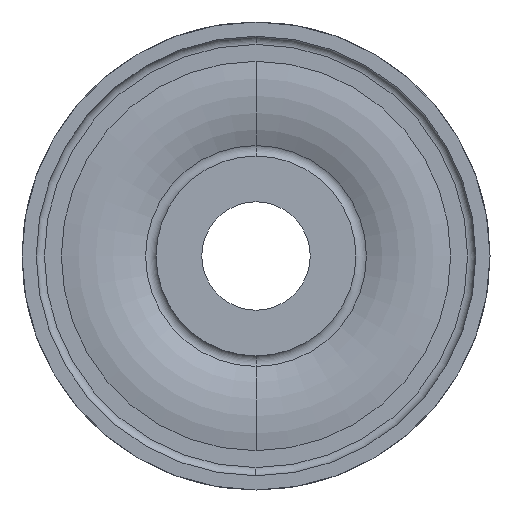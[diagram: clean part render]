
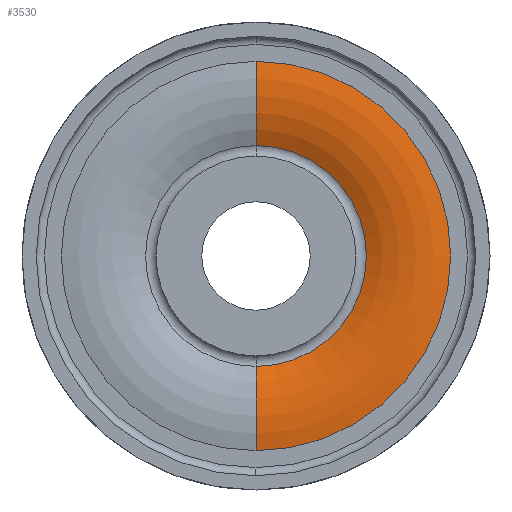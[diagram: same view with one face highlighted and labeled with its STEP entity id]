
A CAD part, front view. The second image highlights one B-rep face of the part: STEP entity #3530.
In plain terms, the highlighted toroidal (fillet/blend) face has major radius 23.444 mm and minor radius 17.018 mm.
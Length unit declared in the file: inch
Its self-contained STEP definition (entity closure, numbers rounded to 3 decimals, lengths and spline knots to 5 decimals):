
#83=CARTESIAN_POINT('',(0.,0.30813,0.));
#84=DIRECTION('',(0.,-1.,0.));
#85=DIRECTION('',(0.,0.,-1.));
#86=AXIS2_PLACEMENT_3D('',#83,#84,#85);
#93=CARTESIAN_POINT('',(0.,0.901,-0.923));
#94=DIRECTION('',(1.,0.,0.));
#95=DIRECTION('',(0.,-0.885,0.466));
#96=AXIS2_PLACEMENT_3D('',#93,#94,#95);
#98=CARTESIAN_POINT('',(0.,0.901,0.923));
#99=DIRECTION('',(-1.,0.,0.));
#100=DIRECTION('',(0.,-0.885,-0.466));
#101=AXIS2_PLACEMENT_3D('',#98,#99,#100);
#113=CARTESIAN_POINT('',(0.,0.249,0.));
#114=DIRECTION('',(0.,1.,0.));
#115=DIRECTION('',(0.,0.,1.));
#116=AXIS2_PLACEMENT_3D('',#113,#114,#115);
#3351=CARTESIAN_POINT('',(0.,0.249,1.07726));
#3352=CARTESIAN_POINT('',(0.,0.249,-1.07726));
#3353=VERTEX_POINT('',#3351);
#3354=VERTEX_POINT('',#3352);
#3363=CARTESIAN_POINT('',(0.,0.30813,-0.61091));
#3364=CARTESIAN_POINT('',(0.,0.30813,0.61091));
#3365=VERTEX_POINT('',#3363);
#3366=VERTEX_POINT('',#3364);
#3516=CARTESIAN_POINT('',(0.,0.901,0.));
#3517=DIRECTION('',(0.,1.,0.));
#3518=DIRECTION('',(0.,0.,-1.));
#3519=AXIS2_PLACEMENT_3D('',#3516,#3517,#3518);
#3520=TOROIDAL_SURFACE('',#3519,0.923,0.67);
#3521=ORIENTED_EDGE('',*,*,#3506,.T.);
#3523=ORIENTED_EDGE('',*,*,#3522,.T.);
#3525=ORIENTED_EDGE('',*,*,#3524,.T.);
#3527=ORIENTED_EDGE('',*,*,#3526,.F.);
#3528=EDGE_LOOP('',(#3521,#3523,#3525,#3527));
#3529=FACE_OUTER_BOUND('',#3528,.F.);
#3530=ADVANCED_FACE('',(#3529),#3520,.T.);
#87=CIRCLE('',#86,0.61091);
#97=CIRCLE('',#96,0.67);
#102=CIRCLE('',#101,0.67);
#117=CIRCLE('',#116,1.07726);
#3506=EDGE_CURVE('',#3365,#3366,#87,.T.);
#3522=EDGE_CURVE('',#3366,#3353,#102,.T.);
#3524=EDGE_CURVE('',#3353,#3354,#117,.T.);
#3526=EDGE_CURVE('',#3365,#3354,#97,.T.);
